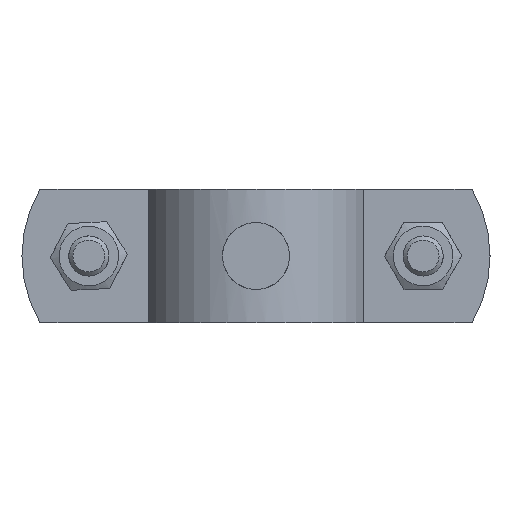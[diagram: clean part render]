
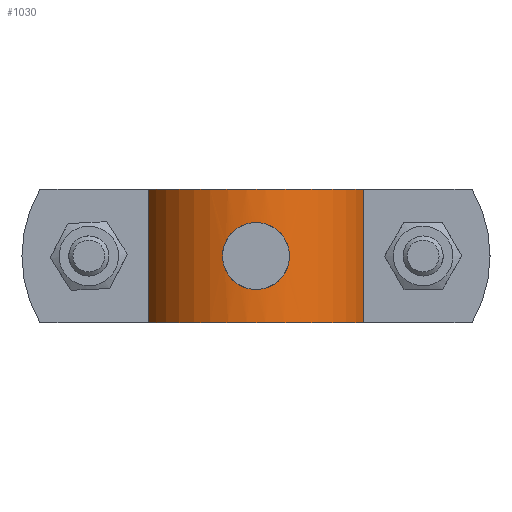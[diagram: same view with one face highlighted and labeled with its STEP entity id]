
A CAD part, front view. The second image highlights one B-rep face of the part: STEP entity #1030.
In plain terms, the highlighted cylindrical face has radius 17 mm (diameter 34 mm), a partial arc.
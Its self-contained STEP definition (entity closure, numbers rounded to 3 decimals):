
#588=CARTESIAN_POINT('',(5.0,16.248,0.));
#589=VERTEX_POINT('',#588);
#590=CARTESIAN_POINT('',(5.0,16.248,0.));
#591=CARTESIAN_POINT('',(5.0,16.248,0.545));
#592=CARTESIAN_POINT('',(4.907,16.278,1.119));
#593=CARTESIAN_POINT('',(4.716,16.333,1.661));
#594=CARTESIAN_POINT('',(4.568,16.375,2.08));
#595=CARTESIAN_POINT('',(4.363,16.433,2.481));
#596=CARTESIAN_POINT('',(4.115,16.494,2.84));
#597=CARTESIAN_POINT('',(3.969,16.531,3.052));
#598=CARTESIAN_POINT('',(3.808,16.569,3.25));
#599=CARTESIAN_POINT('',(3.638,16.606,3.43));
#600=CARTESIAN_POINT('',(3.489,16.639,3.588));
#601=CARTESIAN_POINT('',(3.331,16.671,3.735));
#602=CARTESIAN_POINT('',(3.159,16.704,3.875));
#603=CARTESIAN_POINT('',(2.719,16.787,4.235));
#604=CARTESIAN_POINT('',(2.197,16.867,4.53));
#605=CARTESIAN_POINT('',(1.642,16.921,4.723));
#606=CARTESIAN_POINT('',(1.304,16.953,4.84));
#607=CARTESIAN_POINT('',(0.954,16.977,4.921));
#608=CARTESIAN_POINT('',(0.607,16.989,4.963));
#609=CARTESIAN_POINT('',(0.388,16.997,4.99));
#610=CARTESIAN_POINT('',(0.172,17.,5.002));
#611=CARTESIAN_POINT('',(-0.042,17.,5.));
#612=CARTESIAN_POINT('',(-0.599,16.999,4.995));
#613=CARTESIAN_POINT('',(-1.186,16.968,4.893));
#614=CARTESIAN_POINT('',(-1.735,16.911,4.689));
#615=CARTESIAN_POINT('',(-2.22,16.861,4.51));
#616=CARTESIAN_POINT('',(-2.677,16.793,4.253));
#617=CARTESIAN_POINT('',(-3.073,16.72,3.944));
#618=CARTESIAN_POINT('',(-3.257,16.686,3.801));
#619=CARTESIAN_POINT('',(-3.427,16.652,3.648));
#620=CARTESIAN_POINT('',(-3.584,16.618,3.486));
#621=CARTESIAN_POINT('',(-3.978,16.533,3.081));
#622=CARTESIAN_POINT('',(-4.324,16.443,2.582));
#623=CARTESIAN_POINT('',(-4.567,16.375,2.034));
#624=CARTESIAN_POINT('',(-4.741,16.327,1.645));
#625=CARTESIAN_POINT('',(-4.864,16.289,1.232));
#626=CARTESIAN_POINT('',(-4.933,16.269,0.818));
#627=CARTESIAN_POINT('',(-4.975,16.256,0.565));
#628=CARTESIAN_POINT('',(-4.996,16.249,0.313));
#629=CARTESIAN_POINT('',(-5.,16.248,0.066));
#630=CARTESIAN_POINT('',(-5.003,16.247,-0.176));
#631=CARTESIAN_POINT('',(-4.989,16.252,-0.421));
#632=CARTESIAN_POINT('',(-4.955,16.262,-0.669));
#633=CARTESIAN_POINT('',(-4.878,16.285,-1.239));
#634=CARTESIAN_POINT('',(-4.696,16.341,-1.813));
#635=CARTESIAN_POINT('',(-4.424,16.414,-2.33));
#636=CARTESIAN_POINT('',(-4.26,16.459,-2.642));
#637=CARTESIAN_POINT('',(-4.063,16.509,-2.934));
#638=CARTESIAN_POINT('',(-3.845,16.559,-3.196));
#639=CARTESIAN_POINT('',(-3.647,16.605,-3.434));
#640=CARTESIAN_POINT('',(-3.436,16.651,-3.646));
#641=CARTESIAN_POINT('',(-3.197,16.697,-3.844));
#642=CARTESIAN_POINT('',(-2.759,16.78,-4.208));
#643=CARTESIAN_POINT('',(-2.238,16.861,-4.51));
#644=CARTESIAN_POINT('',(-1.682,16.917,-4.709));
#645=CARTESIAN_POINT('',(-1.188,16.966,-4.885));
#646=CARTESIAN_POINT('',(-0.666,16.994,-4.981));
#647=CARTESIAN_POINT('',(-0.163,16.999,-4.997));
#648=CARTESIAN_POINT('',(0.065,17.001,-5.005));
#649=CARTESIAN_POINT('',(0.291,16.999,-4.997));
#650=CARTESIAN_POINT('',(0.522,16.992,-4.973));
#651=CARTESIAN_POINT('',(1.087,16.975,-4.913));
#652=CARTESIAN_POINT('',(1.661,16.927,-4.752));
#653=CARTESIAN_POINT('',(2.185,16.859,-4.498));
#654=CARTESIAN_POINT('',(2.561,16.81,-4.315));
#655=CARTESIAN_POINT('',(2.911,16.752,-4.085));
#656=CARTESIAN_POINT('',(3.22,16.692,-3.825));
#657=CARTESIAN_POINT('',(3.449,16.648,-3.633));
#658=CARTESIAN_POINT('',(3.652,16.604,-3.428));
#659=CARTESIAN_POINT('',(3.844,16.56,-3.198));
#660=CARTESIAN_POINT('',(4.207,16.476,-2.762));
#661=CARTESIAN_POINT('',(4.507,16.393,-2.243));
#662=CARTESIAN_POINT('',(4.706,16.336,-1.689));
#663=CARTESIAN_POINT('',(4.903,16.279,-1.139));
#664=CARTESIAN_POINT('',(5.0,16.248,-0.554));
#665=CARTESIAN_POINT('',(5.0,16.248,0.0));
#666=B_SPLINE_CURVE_WITH_KNOTS('',3,(#590,#591,#592,#593,#594,#595,#596,#597,#598,#599,#600,#601,#602,#603,#604,#605,#606,#607,#608,#609,#610,#611,#612,#613,#614,#615,#616,#617,#618,#619,#620,#621,#622,#623,#624,#625,#626,#627,#628,#629,#630,#631,#632,#633,#634,#635,#636,#637,#638,#639,#640,#641,#642,#643,#644,#645,#646,#647,#648,#649,#650,#651,#652,#653,#654,#655,#656,#657,#658,#659,#660,#661,#662,#663,#664,#665),.UNSPECIFIED.,.T.,.U.,(4,3,3,3,3,3,3,3,3,3,3,3,3,3,3,3,3,3,3,3,3,3,3,3,3,4),(0.0,0.163,0.29,0.364,0.43,0.597,0.698,0.762,0.929,1.076,1.144,1.315,1.436,1.51,1.582,1.749,1.85,1.941,2.109,2.258,2.326,2.492,2.611,2.699,2.867,3.033),.UNSPECIFIED.);
#667=EDGE_CURVE('',#589,#589,#666,.T.);
#848=CARTESIAN_POINT('',(16.086,5.5,10.0));
#849=VERTEX_POINT('',#848);
#856=CARTESIAN_POINT('',(-16.086,5.5,10.0));
#857=VERTEX_POINT('',#856);
#858=CARTESIAN_POINT('',(0.0,0.0,10.0));
#859=DIRECTION('',(0.0,0.0,-1.));
#860=DIRECTION('',(-0.946,-0.324,0.0));
#861=AXIS2_PLACEMENT_3D('',#858,#859,#860);
#862=CIRCLE('',#861,17.);
#863=EDGE_CURVE('',#857,#849,#862,.T.);
#903=CARTESIAN_POINT('',(16.086,5.5,-10.0));
#904=VERTEX_POINT('',#903);
#911=CARTESIAN_POINT('',(16.086,5.5,10.0));
#912=DIRECTION('',(0.0,0.0,-1.0));
#913=VECTOR('',#912,20.0);
#914=LINE('',#911,#913);
#915=EDGE_CURVE('',#849,#904,#914,.T.);
#992=CARTESIAN_POINT('',(-16.086,5.5,-10.0));
#993=VERTEX_POINT('',#992);
#1000=CARTESIAN_POINT('',(0.0,0.0,-10.0));
#1001=DIRECTION('',(0.0,0.0,1.));
#1002=DIRECTION('',(-0.946,-0.324,0.0));
#1003=AXIS2_PLACEMENT_3D('',#1000,#1001,#1002);
#1004=CIRCLE('',#1003,17.);
#1005=EDGE_CURVE('',#904,#993,#1004,.T.);
#1011=CARTESIAN_POINT('',(0.0,0.0,0.0));
#1012=DIRECTION('',(0.0,0.0,1.0));
#1013=DIRECTION('',(-0.946,-0.324,0.0));
#1014=AXIS2_PLACEMENT_3D('',#1011,#1012,#1013);
#1015=CYLINDRICAL_SURFACE('',#1014,17.);
#1016=ORIENTED_EDGE('',*,*,#863,.T.);
#1017=ORIENTED_EDGE('',*,*,#915,.T.);
#1018=ORIENTED_EDGE('',*,*,#1005,.T.);
#1019=CARTESIAN_POINT('',(-16.086,5.5,10.0));
#1020=DIRECTION('',(0.0,0.0,-1.0));
#1021=VECTOR('',#1020,20.0);
#1022=LINE('',#1019,#1021);
#1023=EDGE_CURVE('',#857,#993,#1022,.T.);
#1024=ORIENTED_EDGE('',*,*,#1023,.F.);
#1025=EDGE_LOOP('',(#1016,#1017,#1018,#1024));
#1026=FACE_OUTER_BOUND('',#1025,.T.);
#1027=ORIENTED_EDGE('',*,*,#667,.T.);
#1028=EDGE_LOOP('',(#1027));
#1029=FACE_BOUND('',#1028,.T.);
#1030=ADVANCED_FACE('',(#1026,#1029),#1015,.T.);
